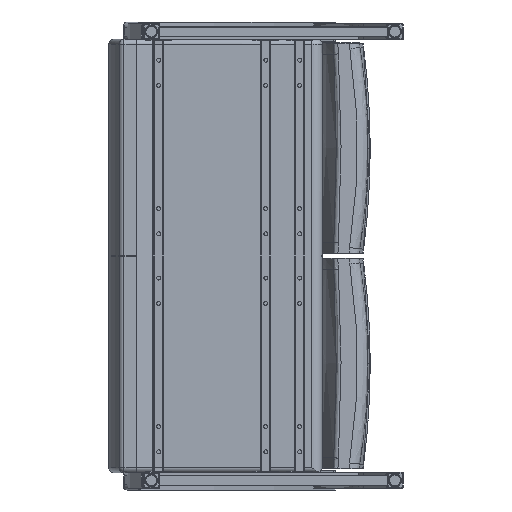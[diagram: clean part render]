
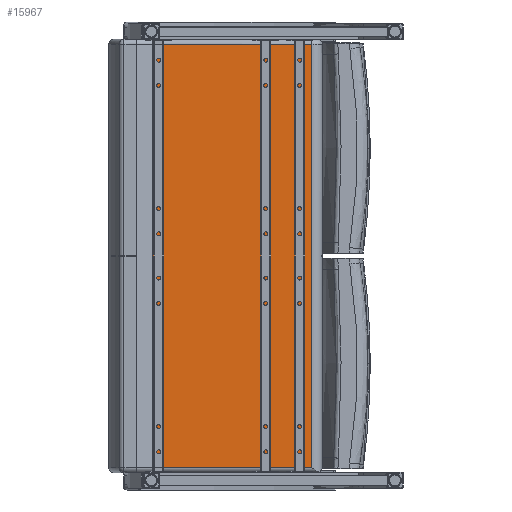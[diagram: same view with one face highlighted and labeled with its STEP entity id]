
A CAD part, front view. The second image highlights one B-rep face of the part: STEP entity #15967.
In plain terms, the highlighted planar face has unit normal (0, -1, 0).
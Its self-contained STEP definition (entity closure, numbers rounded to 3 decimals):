
#1514=PLANE('',#17521);
#1923=LINE('',#24416,#2819);
#1961=LINE('',#24574,#2857);
#1962=LINE('',#24576,#2858);
#1963=LINE('',#24577,#2859);
#2819=VECTOR('',#19875,0.394);
#2857=VECTOR('',#20013,0.394);
#2858=VECTOR('',#20014,0.394);
#2859=VECTOR('',#20015,0.394);
#3921=FACE_OUTER_BOUND('',#5107,.T.);
#5107=EDGE_LOOP('',(#11646,#11647,#11648,#11649));
#7250=VERTEX_POINT('',#24403);
#7255=VERTEX_POINT('',#24415);
#7309=VERTEX_POINT('',#24573);
#7310=VERTEX_POINT('',#24575);
#8781=EDGE_CURVE('',#7250,#7255,#1923,.T.);
#8853=EDGE_CURVE('',#7309,#7250,#1961,.T.);
#8854=EDGE_CURVE('',#7310,#7309,#1962,.T.);
#8855=EDGE_CURVE('',#7255,#7310,#1963,.T.);
#11646=ORIENTED_EDGE('',*,*,#8781,.F.);
#11647=ORIENTED_EDGE('',*,*,#8853,.F.);
#11648=ORIENTED_EDGE('',*,*,#8854,.F.);
#11649=ORIENTED_EDGE('',*,*,#8855,.F.);
#15967=ADVANCED_FACE('',(#3921),#1514,.T.);
#17521=AXIS2_PLACEMENT_3D('',#24572,#20011,#20012);
#19875=DIRECTION('',(0.,0.,-1.));
#20011=DIRECTION('center_axis',(0.,-1.,0.));
#20012=DIRECTION('ref_axis',(1.,0.,0.));
#20013=DIRECTION('',(1.,0.,0.));
#20014=DIRECTION('',(0.,0.,1.));
#20015=DIRECTION('',(-1.,0.,0.));
#24403=CARTESIAN_POINT('',(4.791,0.797,41.75));
#24415=CARTESIAN_POINT('',(4.791,0.797,0.5));
#24416=CARTESIAN_POINT('',(4.791,0.797,0.));
#24572=CARTESIAN_POINT('Origin',(-10.744,0.797,0.));
#24573=CARTESIAN_POINT('',(-10.744,0.797,41.75));
#24574=CARTESIAN_POINT('',(-7.646,0.797,41.75));
#24575=CARTESIAN_POINT('',(-10.744,0.797,0.5));
#24576=CARTESIAN_POINT('',(-10.744,0.797,0.));
#24577=CARTESIAN_POINT('',(-7.646,0.797,0.5));
